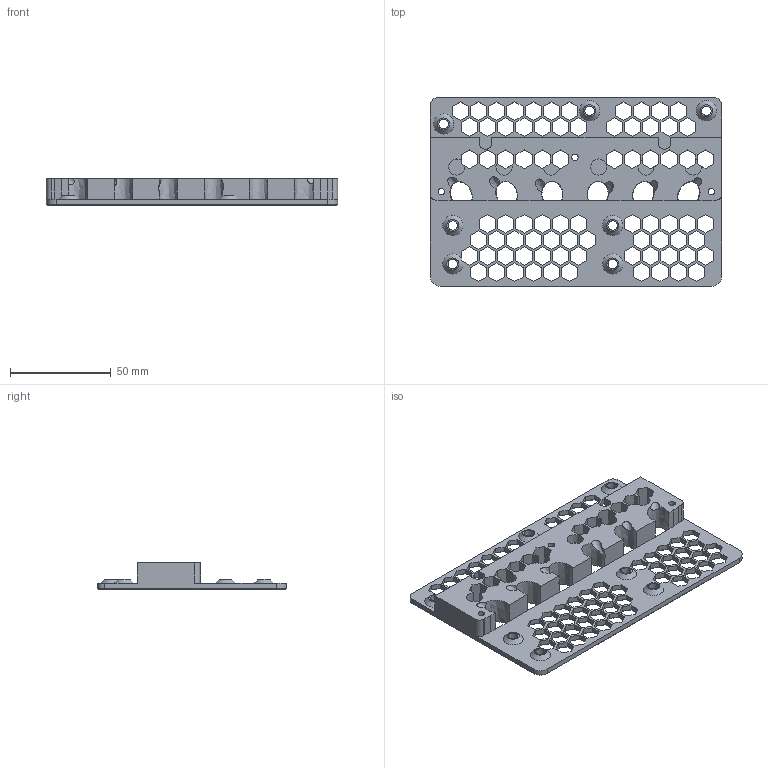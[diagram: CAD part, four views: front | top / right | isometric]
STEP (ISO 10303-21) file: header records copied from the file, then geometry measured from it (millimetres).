
FILE_DESCRIPTION(/* description */ (''),/* implementation_level */ '2;1');
FILE_NAME(/* name */ '',/* time_stamp */ '2025-06-16T22:05:44+03:00',/* author */ (''),/* organization */ (''),/* preprocessor_version */ 'ST-DEVELOPER v20.1',/* originating_system */ 'Autodesk Translation Framework v14.10.0.0',/* authorisation */ '');
FILE_SCHEMA (('AUTOMOTIVE_DESIGN { 1 0 10303 214 3 1 1 }'));
Length unit declared in the file: millimetre
Products named in the file (1): Держатель плат
Bounding box: 144.6 x 93.53 x 13 mm (x, y, z)
Volume: 57058.6 mm3; surface area: 34248.2 mm2
Topology: 1 solids, 1 shells, 1065 faces, 2706 edges, 1642 vertices
Faces by surface type: plane 998, cylinder 28, cone 23, bspline 16
Full cylindrical faces by diameter (mm): 3.2 x3, 4.7 x7, 6.2 x1, 8 x1
Entity records: 31946 total; most frequent: CARTESIAN_POINT 6217, ORIENTED_EDGE 5412, DIRECTION 4883, EDGE_CURVE 2706, LINE 2555, VECTOR 2555, VERTEX_POINT 1642, EDGE_LOOP 1254
